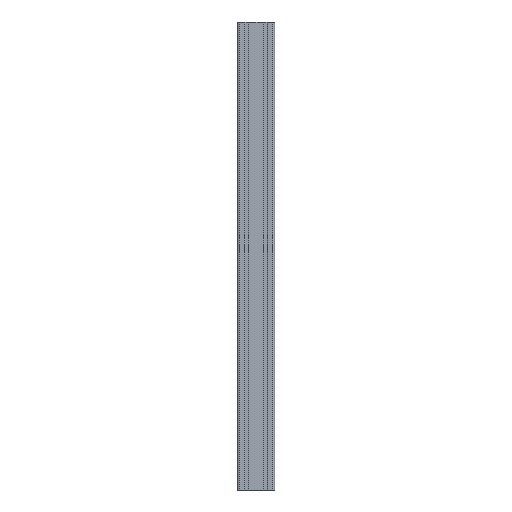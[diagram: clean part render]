
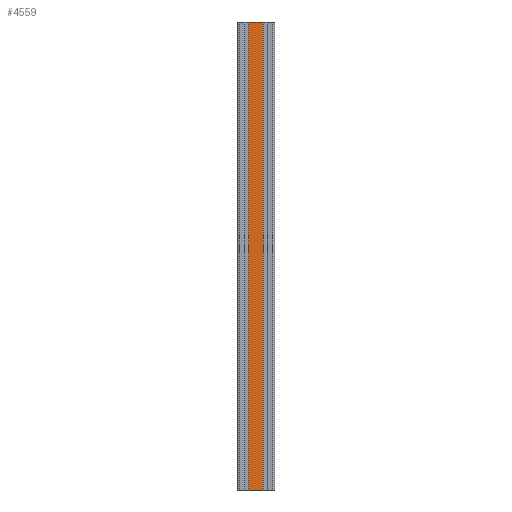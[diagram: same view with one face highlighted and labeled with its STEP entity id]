
A CAD part, front view. The second image highlights one B-rep face of the part: STEP entity #4559.
In plain terms, the highlighted planar face has unit normal (0, -1, 0).
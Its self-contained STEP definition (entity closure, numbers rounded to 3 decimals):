
#86=PLANE($,#4910);
#259=FACE_OUTER_BOUND($,#493,.T.);
#493=EDGE_LOOP($,(#3379,#3380,#3381,#3382));
#847=LINE($,#7217,#1305);
#848=LINE($,#7220,#1306);
#849=LINE($,#7222,#1307);
#850=LINE($,#7223,#1308);
#1305=VECTOR($,#5820,1000.);
#1306=VECTOR($,#5823,30.);
#1307=VECTOR($,#5824,30.);
#1308=VECTOR($,#5825,1000.);
#2005=VERTEX_POINT($,#7213);
#2006=VERTEX_POINT($,#7215);
#2007=VERTEX_POINT($,#7219);
#2008=VERTEX_POINT($,#7221);
#2577=EDGE_CURVE($,#2005,#2006,#847,.T.);
#2578=EDGE_CURVE($,#2007,#2005,#848,.T.);
#2579=EDGE_CURVE($,#2008,#2006,#849,.T.);
#2580=EDGE_CURVE($,#2007,#2008,#850,.T.);
#3379=ORIENTED_EDGE($,*,*,#2578,.T.);
#3380=ORIENTED_EDGE($,*,*,#2577,.T.);
#3381=ORIENTED_EDGE($,*,*,#2579,.F.);
#3382=ORIENTED_EDGE($,*,*,#2580,.F.);
#4559=ADVANCED_FACE($,(#259),#86,.T.);
#4910=AXIS2_PLACEMENT_3D($,#7218,#5821,#5822);
#5820=DIRECTION($,(0.,0.,1.));
#5821=DIRECTION('center_axis',(0.,-1.,0.));
#5822=DIRECTION('ref_axis',(1.,0.,0.));
#5823=DIRECTION($,(1.,0.,0.));
#5824=DIRECTION($,(1.,0.,0.));
#5825=DIRECTION($,(0.,0.,1.));
#7213=CARTESIAN_POINT('',(30.,-40.,0.));
#7215=CARTESIAN_POINT('',(30.,-40.,1000.));
#7217=CARTESIAN_POINT($,(30.,-40.,0.));
#7218=CARTESIAN_POINT('Origin',(0.,-40.,0.));
#7219=CARTESIAN_POINT('',(0.,-40.,0.));
#7220=CARTESIAN_POINT($,(0.,-40.,0.));
#7221=CARTESIAN_POINT('',(0.,-40.,1000.));
#7222=CARTESIAN_POINT($,(0.,-40.,1000.));
#7223=CARTESIAN_POINT($,(0.,-40.,0.));
